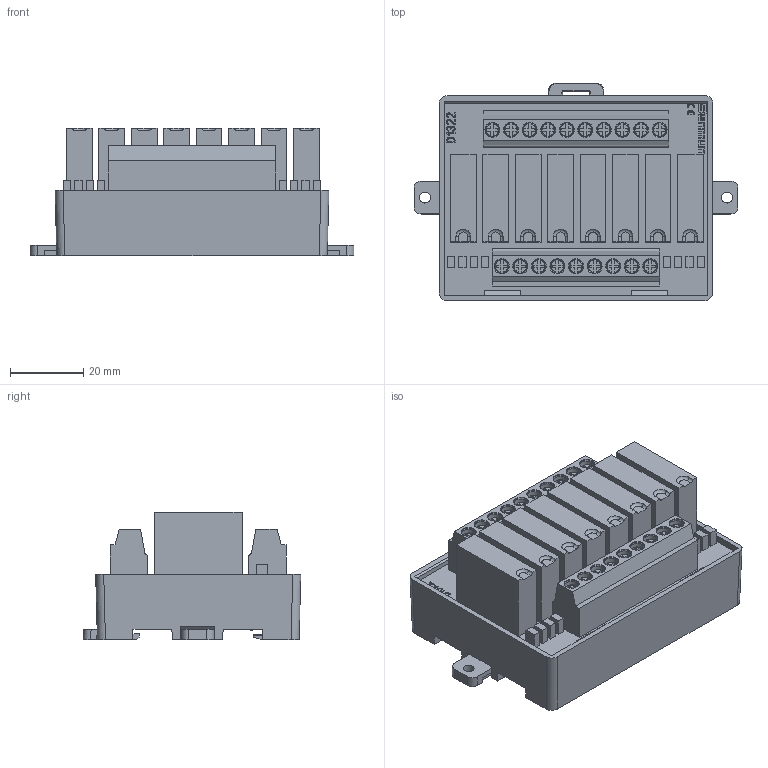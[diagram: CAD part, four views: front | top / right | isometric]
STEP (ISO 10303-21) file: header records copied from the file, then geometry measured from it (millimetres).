
FILE_DESCRIPTION(/* description */ (''),/* implementation_level */ '2;1');
FILE_NAME(/* name */ 'D1322-E 3D.stp',/* time_stamp */ '2024-08-16T15:22:51+08:00',/* author */ (''),/* organization */ (''),/* preprocessor_version */ 'ST-DEVELOPER v14',/* originating_system */ 'SIEMENS PLM Software NX 8.0',/* authorisation */ '');
FILE_SCHEMA (('AUTOMOTIVE_DESIGN { 1 0 10303 214 3 1 1 1 }'));
Length unit declared in the file: millimetre
Products named in the file (1): D1322-E 3D_stp
Bounding box: 88.6 x 59.51 x 35 mm (x, y, z)
Volume: 98746.7 mm3; surface area: 29800.8 mm2
Topology: 3 solids, 3 shells, 1016 faces, 2680 edges, 1769 vertices
Faces by surface type: plane 795, cylinder 98, torus 65, cone 42, extrusion 14, bspline 2
Full cylindrical faces by diameter (mm): 3 x2, 4.1 x38
Entity records: 33534 total; most frequent: CARTESIAN_POINT 7699, ORIENTED_EDGE 5220, DIRECTION 4670, EDGE_CURVE 2610, VECTOR 2060, LINE 2046, VERTEX_POINT 1758, AXIS2_PLACEMENT_3D 1305
